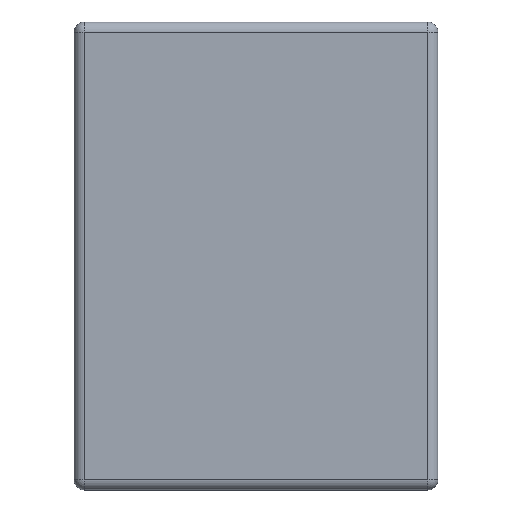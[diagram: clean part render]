
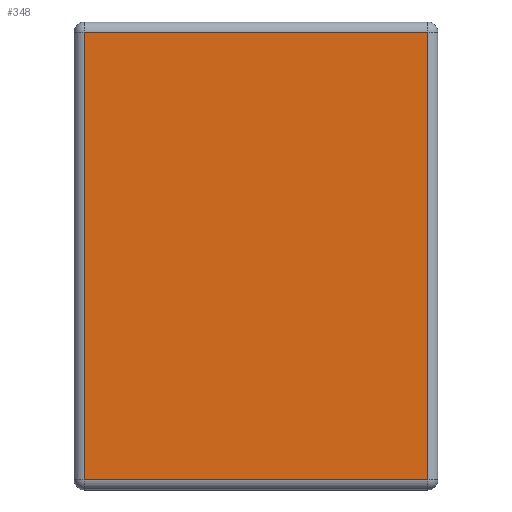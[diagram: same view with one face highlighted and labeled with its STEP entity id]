
A CAD part, front view. The second image highlights one B-rep face of the part: STEP entity #348.
In plain terms, the highlighted planar face has unit normal (0, -1, 0).
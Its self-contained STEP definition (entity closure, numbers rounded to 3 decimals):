
#7 = VERTEX_POINT ( 'NONE', #948 ) ;
#37 = EDGE_CURVE ( 'NONE', #195, #7, #490, .T. ) ;
#74 = AXIS2_PLACEMENT_3D ( 'NONE', #324, #315, #389 ) ;
#85 = VECTOR ( 'NONE', #369, 1000. ) ;
#100 = CARTESIAN_POINT ( 'NONE',  ( -29.574, -3.151, 2. ) ) ;
#106 = CARTESIAN_POINT ( 'NONE',  ( 36.426, -3.151, 2. ) ) ;
#139 = DIRECTION ( 'NONE',  ( 0., 0., 1. ) ) ;
#195 = VERTEX_POINT ( 'NONE', #449 ) ;
#205 = ORIENTED_EDGE ( 'NONE', *, *, #299, .T. ) ;
#224 = LINE ( 'NONE', #312, #908 ) ;
#226 = ORIENTED_EDGE ( 'NONE', *, *, #37, .T. ) ;
#234 = FACE_OUTER_BOUND ( 'NONE', #874, .T. ) ;
#235 = DIRECTION ( 'NONE',  ( 1., 0., 0. ) ) ;
#299 = EDGE_CURVE ( 'NONE', #817, #330, #224, .T. ) ;
#312 = CARTESIAN_POINT ( 'NONE',  ( -31.574, -3.151, 2. ) ) ;
#314 = EDGE_CURVE ( 'NONE', #7, #817, #666, .T. ) ;
#315 = DIRECTION ( 'NONE',  ( 0., 1., 0. ) ) ;
#324 = CARTESIAN_POINT ( 'NONE',  ( -31.574, -3.151, 90. ) ) ;
#330 = VERTEX_POINT ( 'NONE', #106 ) ;
#348 = ADVANCED_FACE ( 'NONE', ( #234 ), #611, .F. ) ;
#369 = DIRECTION ( 'NONE',  ( -1., 0., 0. ) ) ;
#389 = DIRECTION ( 'NONE',  ( 0., 0., 1. ) ) ;
#406 = LINE ( 'NONE', #648, #943 ) ;
#449 = CARTESIAN_POINT ( 'NONE',  ( 36.426, -3.151, 88. ) ) ;
#490 = LINE ( 'NONE', #794, #85 ) ;
#492 = ORIENTED_EDGE ( 'NONE', *, *, #314, .T. ) ;
#562 = EDGE_CURVE ( 'NONE', #330, #195, #406, .T. ) ;
#609 = VECTOR ( 'NONE', #902, 1000. ) ;
#611 = PLANE ( 'NONE',  #74 ) ;
#648 = CARTESIAN_POINT ( 'NONE',  ( 36.426, -3.151, 90. ) ) ;
#666 = LINE ( 'NONE', #684, #609 ) ;
#667 = ORIENTED_EDGE ( 'NONE', *, *, #562, .T. ) ;
#684 = CARTESIAN_POINT ( 'NONE',  ( -29.574, -3.151, 0. ) ) ;
#794 = CARTESIAN_POINT ( 'NONE',  ( -31.574, -3.151, 88. ) ) ;
#817 = VERTEX_POINT ( 'NONE', #100 ) ;
#874 = EDGE_LOOP ( 'NONE', ( #205, #667, #226, #492 ) ) ;
#902 = DIRECTION ( 'NONE',  ( 0., 0., -1. ) ) ;
#908 = VECTOR ( 'NONE', #235, 1000. ) ;
#943 = VECTOR ( 'NONE', #139, 1000. ) ;
#948 = CARTESIAN_POINT ( 'NONE',  ( -29.574, -3.151, 88. ) ) ;
